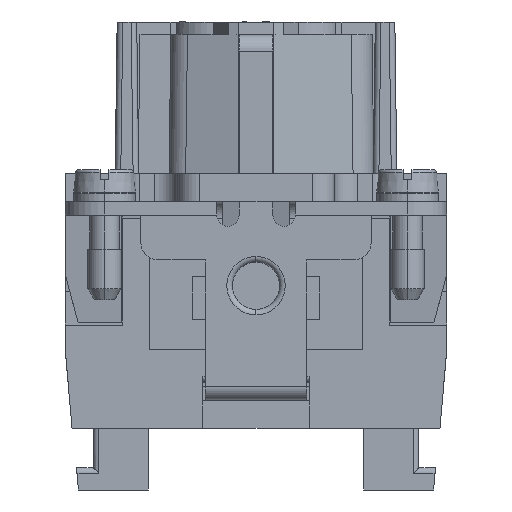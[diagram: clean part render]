
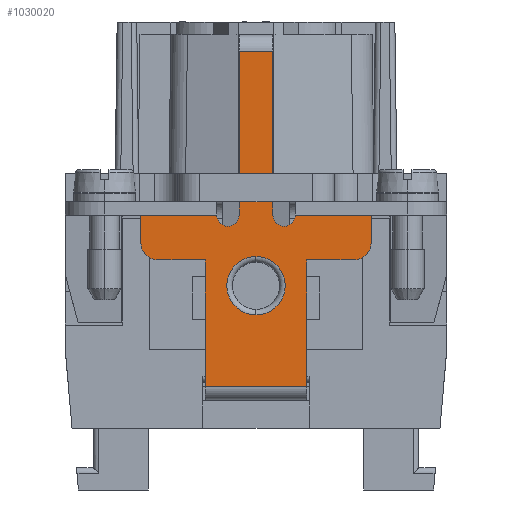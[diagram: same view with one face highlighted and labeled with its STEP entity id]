
A CAD part, left-side view. The second image highlights one B-rep face of the part: STEP entity #1030020.
In plain terms, the highlighted face is planar.
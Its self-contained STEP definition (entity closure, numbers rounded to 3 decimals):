
#13640=CARTESIAN_POINT('',(-7.746,24.176,0.));
#13650=DIRECTION('',(0.,0.,-1.));
#13660=VECTOR('',#13650,1.);
#13670=LINE('',#13640,#13660);
#13680=CARTESIAN_POINT('',(-7.746,24.176,
-5.4));
#13690=VERTEX_POINT('',#13680);
#13700=CARTESIAN_POINT('',(-7.746,24.176,
-11.4));
#13710=VERTEX_POINT('',#13700);
#13720=EDGE_CURVE('',#13690,#13710,#13670,.T.);
#14680=CARTESIAN_POINT('',(-7.746,24.176,
-0.1));
#14690=VERTEX_POINT('',#14680);
#14720=CARTESIAN_POINT('',(-7.746,24.176,0.));
#14730=DIRECTION('',(0.,0.,-1.));
#14740=VECTOR('',#14730,1.);
#14750=LINE('',#14720,#14740);
#14760=CARTESIAN_POINT('',(-7.746,24.176,
-1.6));
#14770=VERTEX_POINT('',#14760);
#14780=EDGE_CURVE('',#14690,#14770,#14750,.T.);
#302450=CARTESIAN_POINT('',(-7.746,33.176,
-5.4));
#302460=VERTEX_POINT('',#302450);
#302610=CARTESIAN_POINT('',(-7.746,33.176,
-1.6));
#302620=VERTEX_POINT('',#302610);
#302650=CARTESIAN_POINT('',(-7.746,33.176,0.));
#302660=DIRECTION('',(0.,0.,1.));
#302670=VECTOR('',#302660,1.);
#302680=LINE('',#302650,#302670);
#302690=CARTESIAN_POINT('',(-7.746,33.176,
-0.1));
#302700=VERTEX_POINT('',#302690);
#302710=EDGE_CURVE('',#302620,#302700,#302680,.T.);
#303670=CARTESIAN_POINT('',(-7.746,33.176,
-11.4));
#303680=VERTEX_POINT('',#303670);
#303710=CARTESIAN_POINT('',(-7.746,33.176,0.));
#303720=DIRECTION('',(0.,0.,1.));
#303730=VECTOR('',#303720,1.);
#303740=LINE('',#303710,#303730);
#303750=EDGE_CURVE('',#303680,#302460,#303740,.T.);
#998240=CARTESIAN_POINT('',(-7.746,37.426,
-0.1));
#998250=VERTEX_POINT('',#998240);
#998370=CARTESIAN_POINT('',(-7.746,72.675,
-0.1));
#998380=DIRECTION('',(0.,-1.,0.));
#998390=VECTOR('',#998380,1.);
#998400=LINE('',#998370,#998390);
#998410=EDGE_CURVE('',#998250,#302700,#998400,.T.);
#1028630=CARTESIAN_POINT('',(-7.746,29.669,
-7.687));
#1028640=DIRECTION('',(1.,0.,0.));
#1028650=DIRECTION('',(0.,-1.,0.));
#1028660=AXIS2_PLACEMENT_3D('',#1028630,#1028640,#1028650);
#1028670=PLANE('',#1028660);
#1028680=CARTESIAN_POINT('',(-7.746,28.676,
-2.4));
#1028690=DIRECTION('',(1.,0.,0.));
#1028700=DIRECTION('',(0.,-1.,0.))
;
#1028710=AXIS2_PLACEMENT_3D('',#1028680,#1028690,#1028700);
#1028720=CIRCLE('',#1028710,2.6);
#1028730=CARTESIAN_POINT('',(-7.746,28.676,
0.2));
#1028740=VERTEX_POINT('',#1028730);
#1028750=CARTESIAN_POINT('',(-7.746,28.676,
-5.));
#1028760=VERTEX_POINT('',#1028750);
#1028770=EDGE_CURVE('',#1028740,#1028760,#1028720,.T.);
#1028780=ORIENTED_EDGE('',*,*,#1028770,.F.);
#1028790=EDGE_CURVE('',#1028760,#1028740,#1028720,.T.);
#1028800=ORIENTED_EDGE('',*,*,#1028790,.F.);
#1028810=EDGE_LOOP('',(#1028800,#1028780));
#1028820=FACE_BOUND('',#1028810,.T.);
#1028830=ORIENTED_EDGE('',*,*,#303750,.T.);
#1028840=CARTESIAN_POINT('',(-7.746,72.675,
-11.4));
#1028850=DIRECTION('',(0.,-1.,0.))
;
#1028860=VECTOR('',#1028850,1.);
#1028870=LINE('',#1028840,#1028860);
#1028880=EDGE_CURVE('',#303680,#13710,#1028870,.T.);
#1028890=ORIENTED_EDGE('',*,*,#1028880,.F.);
#1028900=ORIENTED_EDGE('',*,*,#13720,.T.);
#1028910=CARTESIAN_POINT('',(-7.746,24.176,0.));
#1028920=DIRECTION('',(0.,0.,-1.));
#1028930=VECTOR('',#1028920,1.);
#1028940=LINE('',#1028910,#1028930);
#1028950=EDGE_CURVE('',#14770,#13690,#1028940,.T.);
#1028960=ORIENTED_EDGE('',*,*,#1028950,.T.);
#1028970=ORIENTED_EDGE('',*,*,#14780,.T.);
#1028980=CARTESIAN_POINT('',(-7.746,72.675,
-0.1));
#1028990=DIRECTION('',(0.,-1.,0.))
;
#1029000=VECTOR('',#1028990,1.);
#1029010=LINE('',#1028980,#1029000);
#1029020=CARTESIAN_POINT('',(-7.746,19.926,
-0.1));
#1029030=VERTEX_POINT('',#1029020);
#1029040=EDGE_CURVE('',#14690,#1029030,#1029010,.T.);
#1029050=ORIENTED_EDGE('',*,*,#1029040,.F.);
#1029060=CARTESIAN_POINT('',(-7.746,19.926,
1.4));
#1029070=DIRECTION('',(-1.,0.,0.));
#1029080=DIRECTION('',(0.,1.,0.));
#1029090=AXIS2_PLACEMENT_3D('',#1029060,#1029070,#1029080);
#1029100=CIRCLE('',#1029090,1.5);
#1029110=CARTESIAN_POINT('',(-7.746,18.426,
1.4));
#1029120=VERTEX_POINT('',#1029110);
#1029130=EDGE_CURVE('',#1029030,#1029120,#1029100,.T.);
#1029140=ORIENTED_EDGE('',*,*,#1029130,.F.);
#1029150=CARTESIAN_POINT('',(-7.746,18.426,
20.6));
#1029160=DIRECTION('',(0.,0.,1.));
#1029170=VECTOR('',#1029160,1.);
#1029180=LINE('',#1029150,#1029170);
#1029190=CARTESIAN_POINT('',(-7.746,18.426,
3.9));
#1029200=VERTEX_POINT('',#1029190);
#1029210=EDGE_CURVE('',#1029120,#1029200,#1029180,.T.);
#1029220=ORIENTED_EDGE('',*,*,#1029210,.F.);
#1029230=CARTESIAN_POINT('',(-7.746,72.675,
3.9));
#1029240=DIRECTION('',(0.,1.,0.));
#1029250=VECTOR('',#1029240,1.);
#1029260=LINE('',#1029230,#1029250);
#1029270=CARTESIAN_POINT('',(-7.746,25.176,
3.9));
#1029280=VERTEX_POINT('',#1029270);
#1029290=EDGE_CURVE('',#1029200,#1029280,#1029260,.T.);
#1029300=ORIENTED_EDGE('',*,*,#1029290,.F.);
#1029310=CARTESIAN_POINT('',(-7.746,26.176,
3.9));
#1029320=DIRECTION('',(1.,0.,0.));
#1029330=DIRECTION('',(0.,-1.,0.))
;
#1029340=AXIS2_PLACEMENT_3D('',#1029310,#1029320,#1029330);
#1029350=CIRCLE('',#1029340,1.);
#1029360=CARTESIAN_POINT('',(-7.746,27.176,
3.9));
#1029370=VERTEX_POINT('',#1029360);
#1029380=EDGE_CURVE('',#1029280,#1029370,#1029350,.T.);
#1029390=ORIENTED_EDGE('',*,*,#1029380,.F.);
#1029400=CARTESIAN_POINT('',(-7.746,27.176,
20.6));
#1029410=DIRECTION('',(0.,0.,1.));
#1029420=VECTOR('',#1029410,1.);
#1029430=LINE('',#1029400,#1029420);
#1029440=CARTESIAN_POINT('',(-7.746,27.176,
18.5));
#1029450=VERTEX_POINT('',#1029440);
#1029460=EDGE_CURVE('',#1029370,#1029450,#1029430,.T.);
#1029470=ORIENTED_EDGE('',*,*,#1029460,.F.);
#1029480=CARTESIAN_POINT('',(-7.746,72.675,
18.5));
#1029490=DIRECTION('',(0.,-1.,0.))
;
#1029500=VECTOR('',#1029490,1.);
#1029510=LINE('',#1029480,#1029500);
#1029520=CARTESIAN_POINT('',(-7.746,30.176,
18.5));
#1029530=VERTEX_POINT('',#1029520);
#1029540=EDGE_CURVE('',#1029530,#1029450,#1029510,.T.);
#1029550=ORIENTED_EDGE('',*,*,#1029540,.T.);
#1029560=CARTESIAN_POINT('',(-7.746,30.176,
20.6));
#1029570=DIRECTION('',(0.,0.,-1.));
#1029580=VECTOR('',#1029570,1.);
#1029590=LINE('',#1029560,#1029580);
#1029600=CARTESIAN_POINT('',(-7.746,30.176,
3.9));
#1029610=VERTEX_POINT('',#1029600);
#1029620=EDGE_CURVE('',#1029530,#1029610,#1029590,.T.);
#1029630=ORIENTED_EDGE('',*,*,#1029620,.F.);
#1029640=CARTESIAN_POINT('',(-7.746,31.176,
3.9));
#1029650=DIRECTION('',(1.,0.,0.));
#1029660=DIRECTION('',(0.,-1.,0.))
;
#1029670=AXIS2_PLACEMENT_3D('',#1029640,#1029650,#1029660);
#1029680=CIRCLE('',#1029670,1.);
#1029690=CARTESIAN_POINT('',(-7.746,32.176,
3.9));
#1029700=VERTEX_POINT('',#1029690);
#1029710=EDGE_CURVE('',#1029610,#1029700,#1029680,.T.);
#1029720=ORIENTED_EDGE('',*,*,#1029710,.F.);
#1029730=CARTESIAN_POINT('',(-7.746,38.926,
3.9));
#1029740=VERTEX_POINT('',#1029730);
#1029750=EDGE_CURVE('',#1029700,#1029740,#1029260,.T.);
#1029760=ORIENTED_EDGE('',*,*,#1029750,.F.);
#1029770=CARTESIAN_POINT('',(-7.746,38.926,
20.6));
#1029780=DIRECTION('',(0.,0.,-1.));
#1029790=VECTOR('',#1029780,1.);
#1029800=LINE('',#1029770,#1029790);
#1029810=CARTESIAN_POINT('',(-7.746,38.926,
1.4));
#1029820=VERTEX_POINT('',#1029810);
#1029830=EDGE_CURVE('',#1029740,#1029820,#1029800,.T.);
#1029840=ORIENTED_EDGE('',*,*,#1029830,.F.);
#1029850=CARTESIAN_POINT('',(-7.746,37.426,
1.4));
#1029860=DIRECTION('',(-1.,0.,0.));
#1029870=DIRECTION('',(0.,1.,0.));
#1029880=AXIS2_PLACEMENT_3D('',#1029850,#1029860,#1029870);
#1029890=CIRCLE('',#1029880,1.5);
#1029900=EDGE_CURVE('',#1029820,#998250,#1029890,.T.);
#1029910=ORIENTED_EDGE('',*,*,#1029900,.F.);
#1029920=ORIENTED_EDGE('',*,*,#998410,.F.);
#1029930=ORIENTED_EDGE('',*,*,#302710,.T.);
#1029940=CARTESIAN_POINT('',(-7.746,33.176,0.));
#1029950=DIRECTION('',(0.,0.,1.));
#1029960=VECTOR('',#1029950,1.);
#1029970=LINE('',#1029940,#1029960);
#1029980=EDGE_CURVE('',#302460,#302620,#1029970,.T.);
#1029990=ORIENTED_EDGE('',*,*,#1029980,.T.);
#1030000=EDGE_LOOP('',(#1029990,#1029930,#1029920,#1029910,#1029840,
#1029760,#1029720,#1029630,#1029550,#1029470,#1029390,#1029300,#1029220,
#1029140,#1029050,#1028970,#1028960,#1028900,#1028890,#1028830));
#1030010=FACE_OUTER_BOUND('',#1030000,.T.);
#1030020=ADVANCED_FACE('',(#1028820,#1030010),#1028670,.T.);
